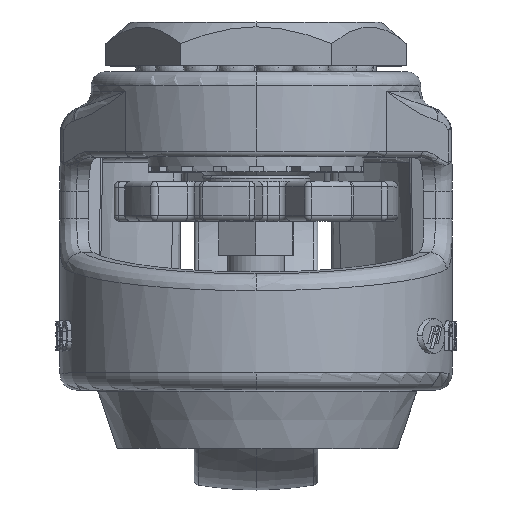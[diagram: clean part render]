
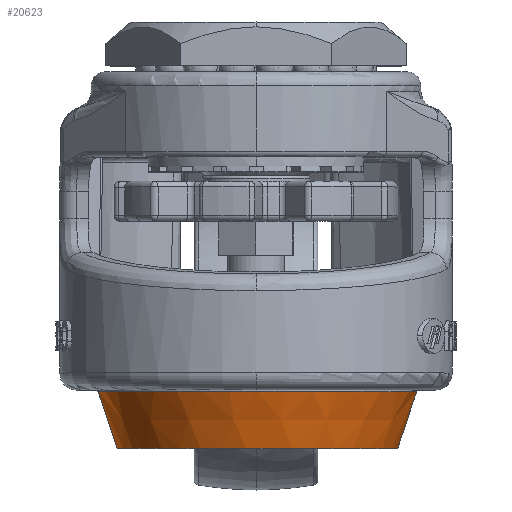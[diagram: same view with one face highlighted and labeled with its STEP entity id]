
A CAD part, top view. The second image highlights one B-rep face of the part: STEP entity #20623.
In plain terms, the highlighted conical face has half-angle 19.29 degrees and reference radius 25 mm.
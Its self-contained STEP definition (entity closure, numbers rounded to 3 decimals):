
#1425 = ORIENTED_EDGE ( 'NONE', *, *, #18664, .T. ) ;
#3601 = CARTESIAN_POINT ( 'NONE',  ( -4.863, 6.594, -26.871 ) ) ;
#5440 = CARTESIAN_POINT ( 'NONE',  ( -5.047, 8.297, 27.444 ) ) ;
#9395 = CARTESIAN_POINT ( 'NONE',  ( -4.501, 3.26, -25.751 ) ) ;
#12321 = CARTESIAN_POINT ( 'NONE',  ( 0., 0., 0. ) ) ;
#15207 = CARTESIAN_POINT ( 'NONE',  ( -4.145, 0., -24.654 ) ) ;
#18135 = DIRECTION ( 'NONE',  ( 0., 0., -1. ) ) ;
#18664 = EDGE_CURVE ( 'NONE', #29220, #62588, #45654, .T. ) ;
#20526 = EDGE_CURVE ( 'NONE', #46043, #29220, #55697, .T. ) ;
#20623 = ADVANCED_FACE ( 'NONE', ( #28250 ), #55423, .T. ) ;
#20857 = EDGE_LOOP ( 'NONE', ( #1425, #63913, #67972, #54009 ) ) ;
#21777 = CARTESIAN_POINT ( 'NONE',  ( 0., 10., 0. ) ) ;
#27615 = DIRECTION ( 'NONE',  ( 0., 0., -1. ) ) ;
#28250 = FACE_OUTER_BOUND ( 'NONE', #20857, .T. ) ;
#29220 = VERTEX_POINT ( 'NONE', #30648 ) ;
#30648 = CARTESIAN_POINT ( 'NONE',  ( -5.231, 10., 28.016 ) ) ;
#32433 = CARTESIAN_POINT ( 'NONE',  ( -5.047, 8.297, -27.444 ) ) ;
#32996 = CIRCLE ( 'NONE', #69502, 25. ) ;
#34260 = CARTESIAN_POINT ( 'NONE',  ( -4.145, 0., 24.654 ) ) ;
#36011 = CARTESIAN_POINT ( 'NONE',  ( 0., 0., 0. ) ) ;
#39910 = AXIS2_PLACEMENT_3D ( 'NONE', #21777, #62322, #27615 ) ;
#40083 = CARTESIAN_POINT ( 'NONE',  ( -4.863, 6.594, 26.871 ) ) ;
#40444 = CARTESIAN_POINT ( 'NONE',  ( -4.145, 0., 24.654 ) ) ;
#41224 = B_SPLINE_CURVE_WITH_KNOTS ( 'NONE', 3,
 ( #73008, #32433, #3601, #44120, #9395, #49912, #15207 ),
 .UNSPECIFIED., .F., .F.,
 ( 4, 3, 4 ),
 ( 0., 0.005, 0.011 ),
 .UNSPECIFIED. ) ;
#44120 = CARTESIAN_POINT ( 'NONE',  ( -4.678, 4.891, -26.299 ) ) ;
#44316 = CARTESIAN_POINT ( 'NONE',  ( -5.231, 10., -28.016 ) ) ;
#45654 = CIRCLE ( 'NONE', #39910, 28.5 ) ;
#45960 = CARTESIAN_POINT ( 'NONE',  ( -5.231, 10., 28.016 ) ) ;
#46043 = VERTEX_POINT ( 'NONE', #40444 ) ;
#47441 = DIRECTION ( 'NONE',  ( 0., 0., 1. ) ) ;
#48055 = EDGE_CURVE ( 'NONE', #62588, #66655, #41224, .T. ) ;
#49822 = EDGE_CURVE ( 'NONE', #46043, #66655, #32996, .T. ) ;
#49912 = CARTESIAN_POINT ( 'NONE',  ( -4.323, 1.63, -25.203 ) ) ;
#51511 = CARTESIAN_POINT ( 'NONE',  ( -4.323, 1.63, 25.203 ) ) ;
#52844 = DIRECTION ( 'NONE',  ( 0., -1., 0. ) ) ;
#54009 = ORIENTED_EDGE ( 'NONE', *, *, #20526, .T. ) ;
#55423 = CONICAL_SURFACE ( 'NONE', #58499, 25., 0.337 ) ;
#55697 = B_SPLINE_CURVE_WITH_KNOTS ( 'NONE', 3,
 ( #34260, #51511, #57319, #74854, #40083, #5440, #45960 ),
 .UNSPECIFIED., .F., .F.,
 ( 4, 3, 4 ),
 ( 0., 0.005, 0.011 ),
 .UNSPECIFIED. ) ;
#57319 = CARTESIAN_POINT ( 'NONE',  ( -4.501, 3.26, 25.751 ) ) ;
#58499 = AXIS2_PLACEMENT_3D ( 'NONE', #36011, #70754, #47441 ) ;
#62322 = DIRECTION ( 'NONE',  ( 0., -1., 0. ) ) ;
#62588 = VERTEX_POINT ( 'NONE', #44316 ) ;
#63913 = ORIENTED_EDGE ( 'NONE', *, *, #48055, .T. ) ;
#66655 = VERTEX_POINT ( 'NONE', #70879 ) ;
#67972 = ORIENTED_EDGE ( 'NONE', *, *, #49822, .F. ) ;
#69502 = AXIS2_PLACEMENT_3D ( 'NONE', #12321, #52844, #18135 ) ;
#70754 = DIRECTION ( 'NONE',  ( 0., 1., 0. ) ) ;
#70879 = CARTESIAN_POINT ( 'NONE',  ( -4.145, 0., -24.654 ) ) ;
#73008 = CARTESIAN_POINT ( 'NONE',  ( -5.231, 10., -28.016 ) ) ;
#74854 = CARTESIAN_POINT ( 'NONE',  ( -4.678, 4.891, 26.299 ) ) ;
